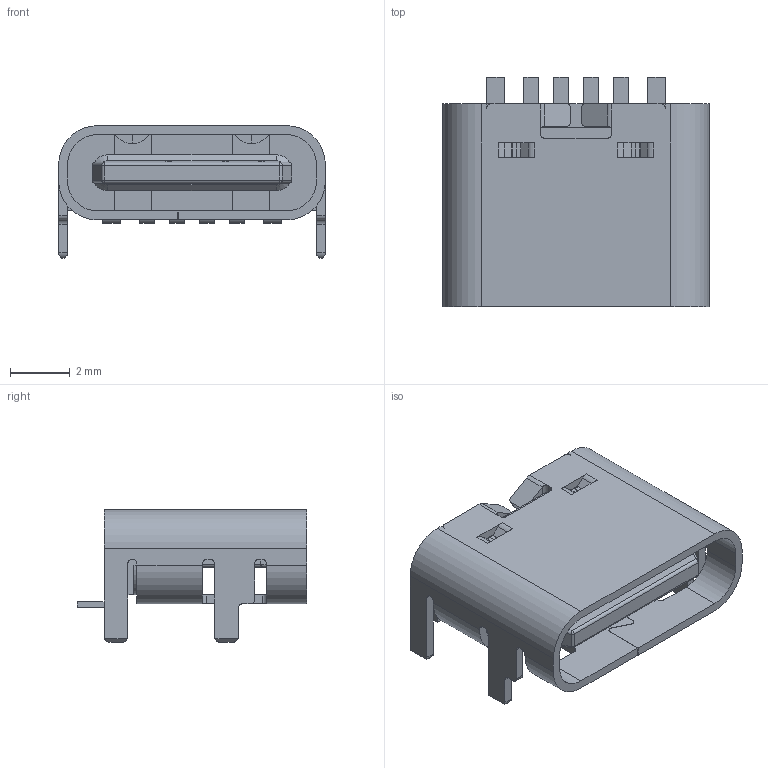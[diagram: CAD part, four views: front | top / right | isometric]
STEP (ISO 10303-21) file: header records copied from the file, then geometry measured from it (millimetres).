
FILE_DESCRIPTION(/* description */ ('Unknown'),/* implementation_level */ '2;1');
FILE_NAME(/* name */ 'J_Wurth_WR-USB_632722100213',/* time_stamp */ '2024-11-21T15:05:42+08:00',/* author */ ('Unknown'),/* organization */ ('Unknown'),/* preprocessor_version */ 'ST-DEVELOPER v16.7',/* originating_system */ 'Solid Edge',/* authorisation */ 'Unknown');
FILE_SCHEMA (('AUTOMOTIVE_DESIGN {1 0 10303 214 3 1 1}'));
Length unit declared in the file: millimetre
Products named in the file (2): J_Wurth_WR-USB_632722100213
Assembly tree (1 placements, depth 2):
  J_Wurth_WR-USB_632722100213
    J_Wurth_WR-USB_632722100213
Bounding box: 8.94 x 7.7 x 4.45 mm (x, y, z)
Volume: 94.2 mm3; surface area: 431.7 mm2
Topology: 1 solids, 2 shells, 463 faces, 1330 edges, 863 vertices
Faces by surface type: plane 330, cylinder 125, cone 4, sphere 4
Entity records: 18309 total; most frequent: CARTESIAN_POINT 2672, ORIENTED_EDGE 2652, DIRECTION 2520, EDGE_CURVE 1326, LINE 1050, VECTOR 1050, VERTEX_POINT 863, AXIS2_PLACEMENT_3D 735
